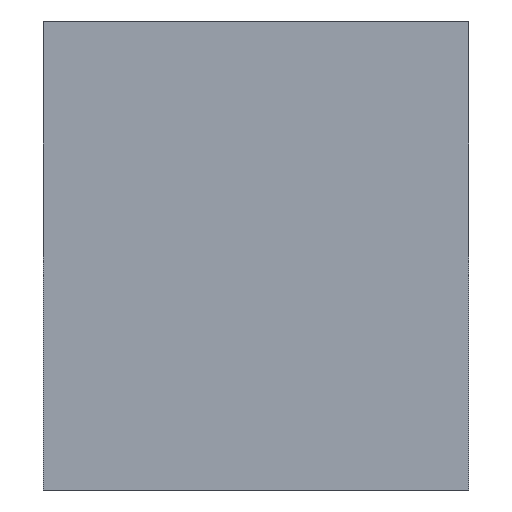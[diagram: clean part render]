
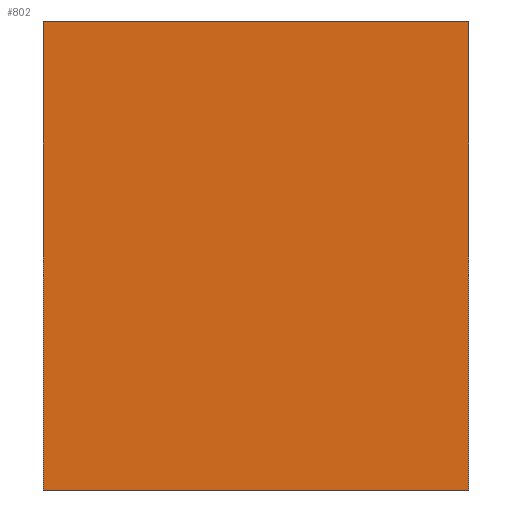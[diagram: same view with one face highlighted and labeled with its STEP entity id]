
A CAD part, left-side view. The second image highlights one B-rep face of the part: STEP entity #802.
In plain terms, the highlighted planar face has unit normal (-1, 0, 0).
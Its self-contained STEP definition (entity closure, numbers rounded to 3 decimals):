
#33 = EDGE_CURVE ( 'NONE', #327, #331, #592, .T. ) ;
#44 = EDGE_CURVE ( 'NONE', #331, #913, #274, .T. ) ;
#51 = VECTOR ( 'NONE', #377, 1000. ) ;
#94 = DIRECTION ( 'NONE',  ( 1., 0., 0. ) ) ;
#106 = CARTESIAN_POINT ( 'NONE',  ( -72.5, -25., 55. ) ) ;
#146 = ORIENTED_EDGE ( 'NONE', *, *, #33, .T. ) ;
#197 = CARTESIAN_POINT ( 'NONE',  ( -72.5, -25., 55. ) ) ;
#202 = DIRECTION ( 'NONE',  ( 0., 0., -1. ) ) ;
#203 = CARTESIAN_POINT ( 'NONE',  ( -72.5, -25., 0. ) ) ;
#274 = LINE ( 'NONE', #203, #868 ) ;
#284 = CARTESIAN_POINT ( 'NONE',  ( -72.5, 25., 55. ) ) ;
#327 = VERTEX_POINT ( 'NONE', #416 ) ;
#331 = VERTEX_POINT ( 'NONE', #859 ) ;
#377 = DIRECTION ( 'NONE',  ( 0., -1., 0. ) ) ;
#395 = DIRECTION ( 'NONE',  ( 0., 0., -1. ) ) ;
#404 = AXIS2_PLACEMENT_3D ( 'NONE', #106, #94, #395 ) ;
#416 = CARTESIAN_POINT ( 'NONE',  ( -72.5, 25., 55. ) ) ;
#432 = LINE ( 'NONE', #731, #51 ) ;
#433 = DIRECTION ( 'NONE',  ( 0., -1., 0. ) ) ;
#473 = PLANE ( 'NONE',  #404 ) ;
#493 = ORIENTED_EDGE ( 'NONE', *, *, #44, .T. ) ;
#573 = EDGE_CURVE ( 'NONE', #937, #913, #872, .T. ) ;
#579 = ORIENTED_EDGE ( 'NONE', *, *, #573, .F. ) ;
#581 = EDGE_CURVE ( 'NONE', #327, #937, #432, .T. ) ;
#592 = LINE ( 'NONE', #284, #820 ) ;
#717 = CARTESIAN_POINT ( 'NONE',  ( -72.5, -25., 55. ) ) ;
#731 = CARTESIAN_POINT ( 'NONE',  ( -72.5, -25., 55. ) ) ;
#737 = DIRECTION ( 'NONE',  ( 0., 0., -1. ) ) ;
#766 = FACE_OUTER_BOUND ( 'NONE', #833, .T. ) ;
#783 = ORIENTED_EDGE ( 'NONE', *, *, #581, .F. ) ;
#802 = ADVANCED_FACE ( 'NONE', ( #766 ), #473, .F. ) ;
#820 = VECTOR ( 'NONE', #737, 1000. ) ;
#833 = EDGE_LOOP ( 'NONE', ( #493, #579, #783, #146 ) ) ;
#859 = CARTESIAN_POINT ( 'NONE',  ( -72.5, 25., 0. ) ) ;
#868 = VECTOR ( 'NONE', #433, 1000. ) ;
#872 = LINE ( 'NONE', #197, #899 ) ;
#899 = VECTOR ( 'NONE', #202, 1000. ) ;
#913 = VERTEX_POINT ( 'NONE', #954 ) ;
#937 = VERTEX_POINT ( 'NONE', #717 ) ;
#954 = CARTESIAN_POINT ( 'NONE',  ( -72.5, -25., 0. ) ) ;
